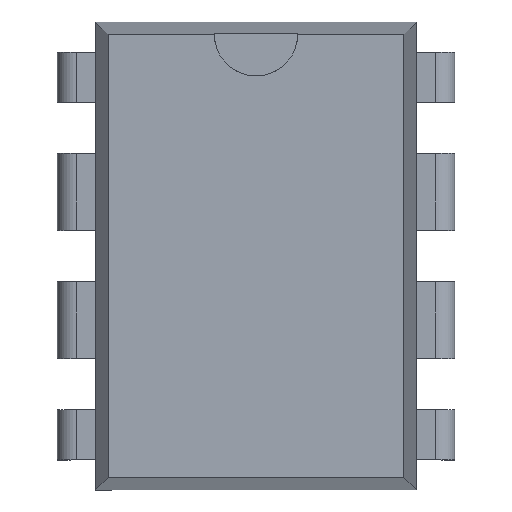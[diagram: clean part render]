
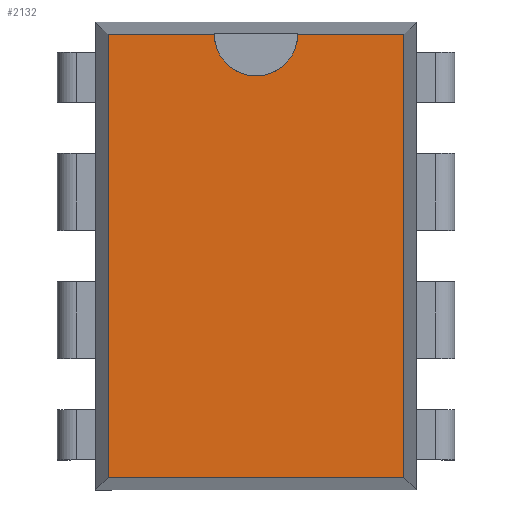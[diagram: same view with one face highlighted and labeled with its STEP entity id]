
A CAD part, top view. The second image highlights one B-rep face of the part: STEP entity #2132.
In plain terms, the highlighted planar face has unit normal (0, 0, 1).
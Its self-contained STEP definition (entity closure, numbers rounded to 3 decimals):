
#76=CIRCLE('',#2287,0.826);
#175=FACE_OUTER_BOUND('',#295,.T.);
#295=EDGE_LOOP('',(#1787,#1788,#1789,#1790,#1791,#1792));
#513=LINE('',#3366,#775);
#517=LINE('',#3372,#779);
#519=LINE('',#3374,#781);
#520=LINE('',#3377,#782);
#522=LINE('',#3380,#784);
#775=VECTOR('',#2760,1000.);
#779=VECTOR('',#2766,1000.);
#781=VECTOR('',#2768,1000.);
#782=VECTOR('',#2771,1000.);
#784=VECTOR('',#2775,1000.);
#979=VERTEX_POINT('',#3317);
#980=VERTEX_POINT('',#3319);
#993=VERTEX_POINT('',#3364);
#994=VERTEX_POINT('',#3365);
#995=VERTEX_POINT('',#3370);
#996=VERTEX_POINT('',#3376);
#1239=EDGE_CURVE('',#980,#979,#76,.T.);
#1261=EDGE_CURVE('',#993,#994,#513,.T.);
#1265=EDGE_CURVE('',#995,#979,#517,.T.);
#1267=EDGE_CURVE('',#980,#993,#519,.T.);
#1268=EDGE_CURVE('',#996,#995,#520,.T.);
#1270=EDGE_CURVE('',#994,#996,#522,.T.);
#1787=ORIENTED_EDGE('',*,*,#1267,.F.);
#1788=ORIENTED_EDGE('',*,*,#1239,.T.);
#1789=ORIENTED_EDGE('',*,*,#1265,.F.);
#1790=ORIENTED_EDGE('',*,*,#1268,.F.);
#1791=ORIENTED_EDGE('',*,*,#1270,.F.);
#1792=ORIENTED_EDGE('',*,*,#1261,.F.);
#2016=PLANE('',#2302);
#2132=ADVANCED_FACE('',(#175),#2016,.T.);
#2287=AXIS2_PLACEMENT_3D('',#3320,#2716,#2717);
#2302=AXIS2_PLACEMENT_3D('',#3381,#2776,#2777);
#2716=DIRECTION('center_axis',(0.,0.,-1.));
#2717=DIRECTION('ref_axis',(0.,-1.,0.));
#2760=DIRECTION('',(0.,-1.,0.));
#2766=DIRECTION('',(1.,0.,0.));
#2768=DIRECTION('',(1.,0.,0.));
#2771=DIRECTION('',(0.,1.,0.));
#2775=DIRECTION('',(-1.,0.,0.));
#2776=DIRECTION('center_axis',(0.,0.,1.));
#2777=DIRECTION('ref_axis',(0.,-1.,0.));
#3317=CARTESIAN_POINT('',(-0.826,4.551,5.391));
#3319=CARTESIAN_POINT('',(0.826,4.551,5.391));
#3320=CARTESIAN_POINT('Origin',(0.,4.551,5.391));
#3364=CARTESIAN_POINT('',(2.928,4.551,5.391));
#3365=CARTESIAN_POINT('',(2.928,-4.226,5.391));
#3366=CARTESIAN_POINT('',(2.928,-4.473,5.391));
#3370=CARTESIAN_POINT('',(-2.928,4.551,5.391));
#3372=CARTESIAN_POINT('',(3.175,4.551,5.391));
#3374=CARTESIAN_POINT('',(3.175,4.551,5.391));
#3376=CARTESIAN_POINT('',(-2.928,-4.226,5.391));
#3377=CARTESIAN_POINT('',(-2.928,4.798,5.391));
#3380=CARTESIAN_POINT('',(-3.175,-4.226,5.391));
#3381=CARTESIAN_POINT('Origin',(0.,0.162,5.391));
